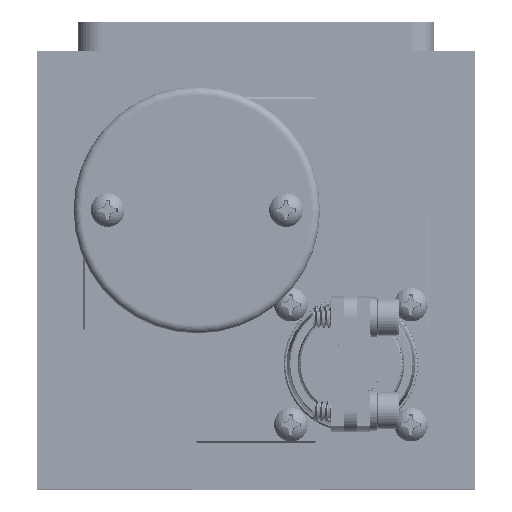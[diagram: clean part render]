
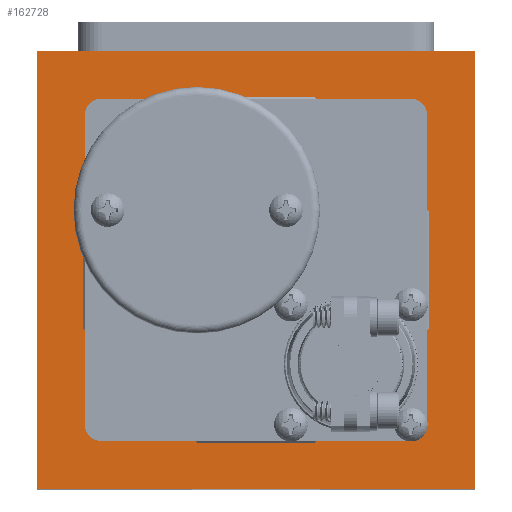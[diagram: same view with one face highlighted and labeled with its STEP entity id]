
A CAD part, top view. The second image highlights one B-rep face of the part: STEP entity #162728.
In plain terms, the highlighted planar face has unit normal (0, 0, 1).
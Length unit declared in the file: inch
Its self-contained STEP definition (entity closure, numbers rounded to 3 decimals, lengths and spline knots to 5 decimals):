
#6229 = ORIENTED_EDGE ( 'NONE', *, *, #156148, .F. ) ;
#11751 = VERTEX_POINT ( 'NONE', #154625 ) ;
#14383 = VECTOR ( 'NONE', #94839, 39.37008 ) ;
#20678 = CARTESIAN_POINT ( 'NONE',  ( 1.35, -1.35, 0. ) ) ;
#26435 = CARTESIAN_POINT ( 'NONE',  ( 0., 0., 0. ) ) ;
#32486 = EDGE_CURVE ( 'NONE', #11751, #249951, #69456, .T. ) ;
#48895 = VERTEX_POINT ( 'NONE', #20678 ) ;
#52120 = EDGE_CURVE ( 'NONE', #48895, #309866, #295903, .T. ) ;
#64949 = DIRECTION ( 'NONE',  ( -1., 0., 0. ) ) ;
#69456 = LINE ( 'NONE', #267218, #260019 ) ;
#73860 = AXIS2_PLACEMENT_3D ( 'NONE', #26435, #79536, #278967 ) ;
#79536 = DIRECTION ( 'NONE',  ( 0., 0., 1. ) ) ;
#89355 = CARTESIAN_POINT ( 'NONE',  ( 1.35, 1.35, 0. ) ) ;
#94839 = DIRECTION ( 'NONE',  ( 0., 1., 0. ) ) ;
#101170 = FACE_OUTER_BOUND ( 'NONE', #301721, .T. ) ;
#101882 = VECTOR ( 'NONE', #64949, 39.37008 ) ;
#115669 = LINE ( 'NONE', #276717, #239396 ) ;
#123865 = DIRECTION ( 'NONE',  ( 0., -1., 0. ) ) ;
#145908 = ORIENTED_EDGE ( 'NONE', *, *, #32486, .F. ) ;
#154625 = CARTESIAN_POINT ( 'NONE',  ( -1.35, 1.35, 0. ) ) ;
#156148 = EDGE_CURVE ( 'NONE', #309866, #11751, #249313, .T. ) ;
#162728 = ADVANCED_FACE ( 'NONE', ( #101170 ), #303880, .T. ) ;
#173388 = EDGE_CURVE ( 'NONE', #249951, #48895, #115669, .T. ) ;
#184205 = ORIENTED_EDGE ( 'NONE', *, *, #52120, .F. ) ;
#196216 = CARTESIAN_POINT ( 'NONE',  ( 1.35, -1.35, 0. ) ) ;
#239396 = VECTOR ( 'NONE', #123865, 39.37008 ) ;
#242324 = DIRECTION ( 'NONE',  ( 1., 0., 0. ) ) ;
#246061 = CARTESIAN_POINT ( 'NONE',  ( -1.35, -1.35, 0. ) ) ;
#249313 = LINE ( 'NONE', #246061, #14383 ) ;
#249951 = VERTEX_POINT ( 'NONE', #89355 ) ;
#254325 = CARTESIAN_POINT ( 'NONE',  ( -1.35, -1.35, 0. ) ) ;
#260019 = VECTOR ( 'NONE', #242324, 39.37008 ) ;
#267218 = CARTESIAN_POINT ( 'NONE',  ( 1.35, 1.35, 0. ) ) ;
#276717 = CARTESIAN_POINT ( 'NONE',  ( 1.35, -1.35, 0. ) ) ;
#277158 = ORIENTED_EDGE ( 'NONE', *, *, #173388, .F. ) ;
#278967 = DIRECTION ( 'NONE',  ( 1., 0., 0. ) ) ;
#295903 = LINE ( 'NONE', #196216, #101882 ) ;
#301721 = EDGE_LOOP ( 'NONE', ( #6229, #184205, #277158, #145908 ) ) ;
#303880 = PLANE ( 'NONE',  #73860 ) ;
#309866 = VERTEX_POINT ( 'NONE', #254325 ) ;
